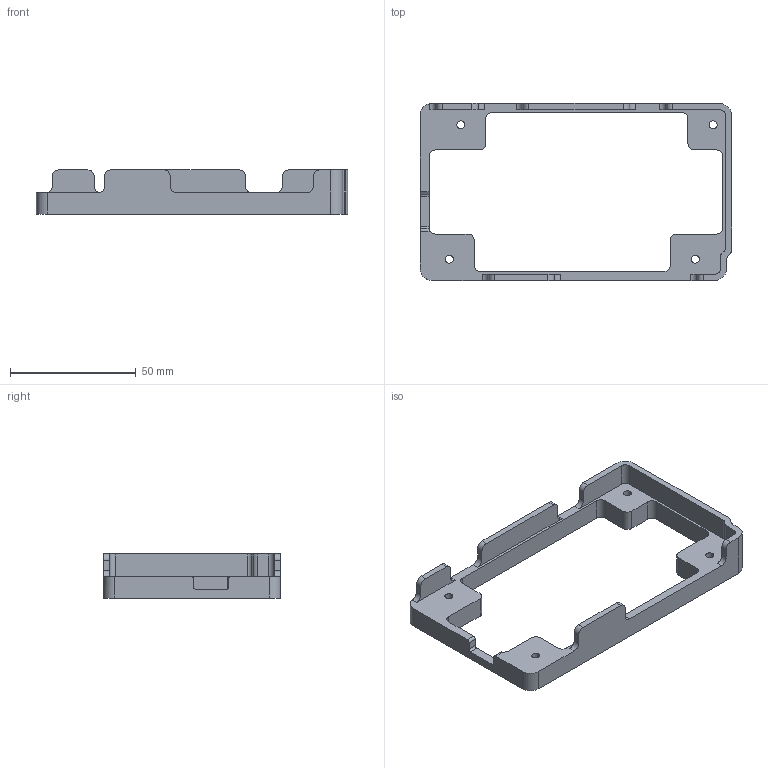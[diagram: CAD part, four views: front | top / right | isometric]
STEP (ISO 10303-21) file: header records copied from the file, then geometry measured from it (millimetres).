
FILE_DESCRIPTION (( 'STEP AP214' ), '1' );
FILE_NAME ('54L15_Helmet.STEP', '2024-04-02T16:37:33', ( '' ), ( '' ), 'SwSTEP 2.0', 'SolidWorks 2024', '' );
FILE_SCHEMA (( 'AUTOMOTIVE_DESIGN' ));
Length unit declared in the file: millimetre
Products named in the file (2): Part5^54L15; 54L15_Helmet
Assembly tree (1 placements, depth 2):
  54L15_Helmet
    Part5^54L15
Bounding box: 124 x 70.5 x 17.56 mm (x, y, z)
Volume: 23800.6 mm3; surface area: 14891.8 mm2
Topology: 1 solids, 1 shells, 122 faces, 352 edges, 235 vertices
Faces by surface type: plane 71, cylinder 51
Entity records: 4111 total; most frequent: CARTESIAN_POINT 730, ORIENTED_EDGE 704, DIRECTION 702, EDGE_CURVE 352, LINE 248, VECTOR 248, VERTEX_POINT 235, AXIS2_PLACEMENT_3D 227
